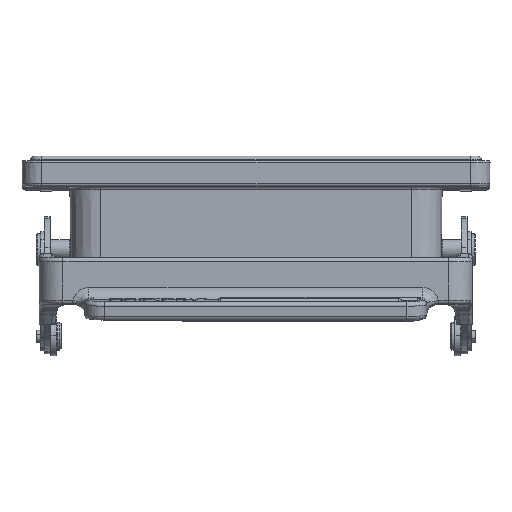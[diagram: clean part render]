
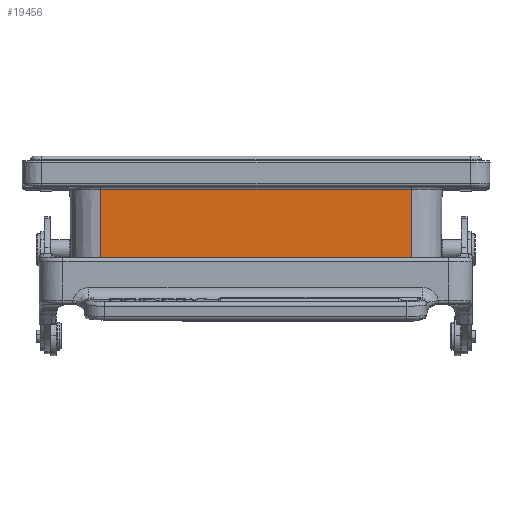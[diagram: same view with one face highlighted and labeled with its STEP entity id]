
A CAD part, top view. The second image highlights one B-rep face of the part: STEP entity #19456.
In plain terms, the highlighted face is planar.
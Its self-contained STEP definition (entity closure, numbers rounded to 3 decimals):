
#2340=DIRECTION('',(1.,0.,0.));
#2341=VECTOR('',#2340,78.5);
#2342=CARTESIAN_POINT('',(19.75,20.207,-2.591));
#2343=LINE('',#2342,#2341);
#2344=DIRECTION('',(0.,-1.,-0.009));
#2345=VECTOR('',#2344,18.208);
#2346=CARTESIAN_POINT('',(98.25,20.207,-2.591));
#2347=LINE('',#2346,#2345);
#2348=DIRECTION('',(1.,0.,0.));
#2349=VECTOR('',#2348,78.5);
#2350=CARTESIAN_POINT('',(19.75,2.,-2.75));
#2351=LINE('',#2350,#2349);
#5767=DIRECTION('',(0.,-1.,-0.009));
#5768=VECTOR('',#5767,18.208);
#5769=CARTESIAN_POINT('',(19.75,20.207,-2.591));
#5770=LINE('',#5769,#5768);
#14217=CARTESIAN_POINT('',(98.25,20.207,
-2.591));
#14218=VERTEX_POINT('',#14217);
#14221=CARTESIAN_POINT('',(98.25,2.,
-2.75));
#14222=VERTEX_POINT('',#14221);
#14319=CARTESIAN_POINT('',(19.75,20.207,
-2.591));
#14320=VERTEX_POINT('',#14319);
#14321=CARTESIAN_POINT('',(19.75,2.,
-2.75));
#14322=VERTEX_POINT('',#14321);
#19443=CARTESIAN_POINT('',(59.,11.103,
-2.671));
#19444=DIRECTION('',(0.,-0.009,1.));
#19445=DIRECTION('',(-1.,0.,0.));
#19446=AXIS2_PLACEMENT_3D('',#19443,#19444,#19445);
#19447=PLANE('',#19446);
#19449=ORIENTED_EDGE('',*,*,#19448,.F.);
#19451=ORIENTED_EDGE('',*,*,#19450,.F.);
#19452=ORIENTED_EDGE('',*,*,#19434,.T.);
#19453=ORIENTED_EDGE('',*,*,#19016,.T.);
#19454=EDGE_LOOP('',(#19449,#19451,#19452,#19453));
#19455=FACE_OUTER_BOUND('',#19454,.F.);
#19016=EDGE_CURVE('',#14218,#14222,#2347,.T.);
#19434=EDGE_CURVE('',#14320,#14218,#2343,.T.);
#19448=EDGE_CURVE('',#14322,#14222,#2351,.T.);
#19450=EDGE_CURVE('',#14320,#14322,#5770,.T.);
#19456=ADVANCED_FACE('',(#19455),#19447,.T.);
